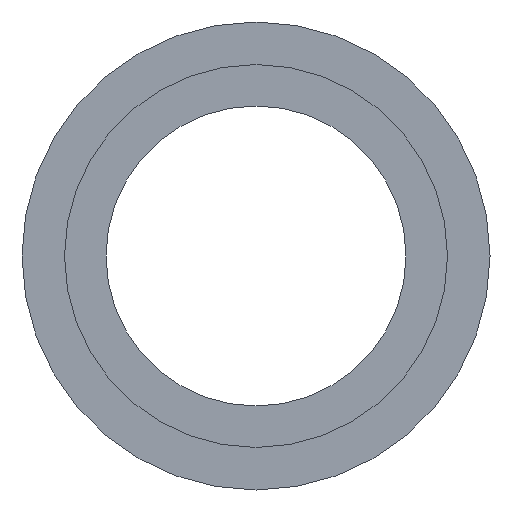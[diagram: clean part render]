
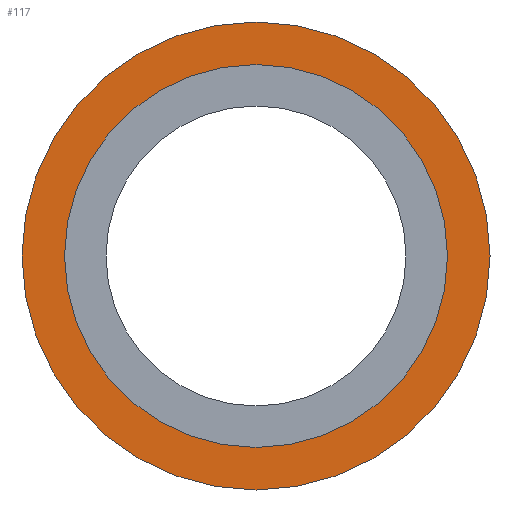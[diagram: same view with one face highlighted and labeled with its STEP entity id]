
A CAD part, front view. The second image highlights one B-rep face of the part: STEP entity #117.
In plain terms, the highlighted planar face has unit normal (0, -1, 0).
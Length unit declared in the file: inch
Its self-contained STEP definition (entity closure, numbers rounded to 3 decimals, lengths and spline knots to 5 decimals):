
#15=FACE_BOUND('',#31,.T.);
#18=PLANE('',#155);
#24=FACE_OUTER_BOUND('',#30,.T.);
#30=EDGE_LOOP('',(#99,#100));
#31=EDGE_LOOP('',(#101,#102));
#46=CIRCLE('',#146,0.21654);
#49=CIRCLE('',#149,0.21654);
#52=CIRCLE('',#153,0.17717);
#53=CIRCLE('',#154,0.17717);
#58=VERTEX_POINT('',#211);
#59=VERTEX_POINT('',#212);
#64=VERTEX_POINT('',#225);
#65=VERTEX_POINT('',#227);
#71=EDGE_CURVE('',#58,#59,#46,.T.);
#75=EDGE_CURVE('',#59,#58,#49,.T.);
#79=EDGE_CURVE('',#65,#64,#52,.T.);
#80=EDGE_CURVE('',#64,#65,#53,.T.);
#99=ORIENTED_EDGE('',*,*,#71,.F.);
#100=ORIENTED_EDGE('',*,*,#75,.F.);
#101=ORIENTED_EDGE('',*,*,#79,.T.);
#102=ORIENTED_EDGE('',*,*,#80,.T.);
#117=ADVANCED_FACE('',(#24,#15),#18,.T.);
#146=AXIS2_PLACEMENT_3D('',#213,#173,#174);
#149=AXIS2_PLACEMENT_3D('',#219,#180,#181);
#153=AXIS2_PLACEMENT_3D('',#228,#189,#190);
#154=AXIS2_PLACEMENT_3D('',#229,#191,#192);
#155=AXIS2_PLACEMENT_3D('',#230,#193,#194);
#173=DIRECTION('center_axis',(0.,1.,0.));
#174=DIRECTION('ref_axis',(0.,0.,-1.));
#180=DIRECTION('center_axis',(0.,1.,0.));
#181=DIRECTION('ref_axis',(0.,0.,-1.));
#189=DIRECTION('center_axis',(0.,1.,0.));
#190=DIRECTION('ref_axis',(0.,0.,-1.));
#191=DIRECTION('center_axis',(0.,1.,0.));
#192=DIRECTION('ref_axis',(0.,0.,-1.));
#193=DIRECTION('center_axis',(0.,-1.,0.));
#194=DIRECTION('ref_axis',(0.,0.,-1.));
#211=CARTESIAN_POINT('',(0.,-0.03937,-0.21654));
#212=CARTESIAN_POINT('',(0.,-0.03937,0.21654));
#213=CARTESIAN_POINT('Origin',(0.,-0.03937,0.));
#219=CARTESIAN_POINT('Origin',(0.,-0.03937,0.));
#225=CARTESIAN_POINT('',(0.,-0.03937,0.17717));
#227=CARTESIAN_POINT('',(0.,-0.03937,-0.17717));
#228=CARTESIAN_POINT('Origin',(0.,-0.03937,0.));
#229=CARTESIAN_POINT('Origin',(0.,-0.03937,0.));
#230=CARTESIAN_POINT('Origin',(0.,-0.03937,0.));
